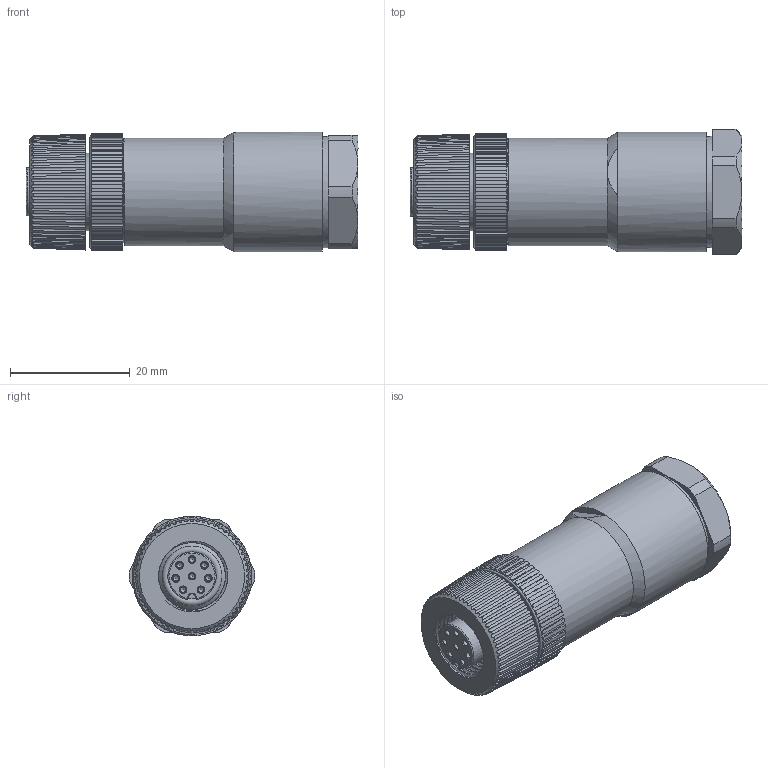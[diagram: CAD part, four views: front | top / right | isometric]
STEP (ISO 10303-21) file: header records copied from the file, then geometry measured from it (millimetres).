
FILE_DESCRIPTION(/* description */ (''),/* implementation_level */ '2;1');
FILE_NAME(/* name */ 'EK8111-0-11.stp',/* time_stamp */ '2023-02-09T09:53:39+08:00',/* author */ (''),/* organization */ (''),/* preprocessor_version */ 'ST-DEVELOPER v16',/* originating_system */ 'SIEMENS PLM Software NX 10.0',/* authorisation */ '');
FILE_SCHEMA (('AP203_CONFIGURATION_CONTROLLED_3D_DESIGN_OF_MECHANICAL_PARTS_AND_ASSEMBLIES_MIM_LF { 1 0 10303 403 2 1 2}'));
Length unit declared in the file: millimetre
Products named in the file (1): dell47344C3Aseww
Bounding box: 55.56 x 20.99 x 19.98 mm (x, y, z)
Volume: 14724.4 mm3; surface area: 5861.1 mm2
Topology: 1 solids, 2 shells, 565 faces, 1507 edges, 963 vertices
Faces by surface type: plane 250, cylinder 215, cone 86, bspline 8, torus 6
Full cylindrical faces by diameter (mm): 0.9 x8, 1 x8, 1.3 x8, 8.1 x1, 11.2 x7, 11.5 x1, 13 x1, 14.3 x1, 15.5 x1, 18 x1, 18.6 x1, 20 x1
Entity records: 20983 total; most frequent: CARTESIAN_POINT 7610, ORIENTED_EDGE 2770, DIRECTION 2770, EDGE_CURVE 1385, AXIS2_PLACEMENT_3D 1105, VERTEX_POINT 912, EDGE_LOOP 631, LINE 560
